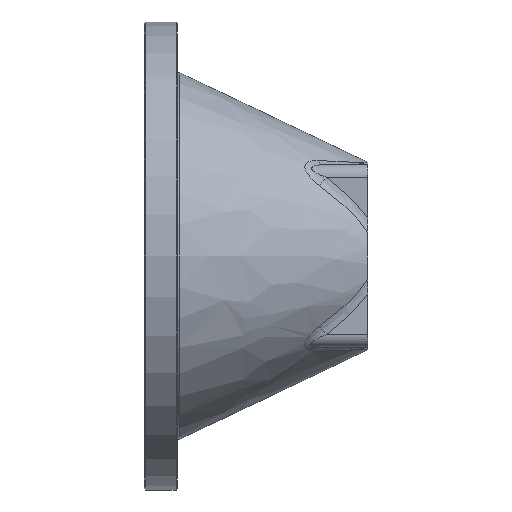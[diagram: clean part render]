
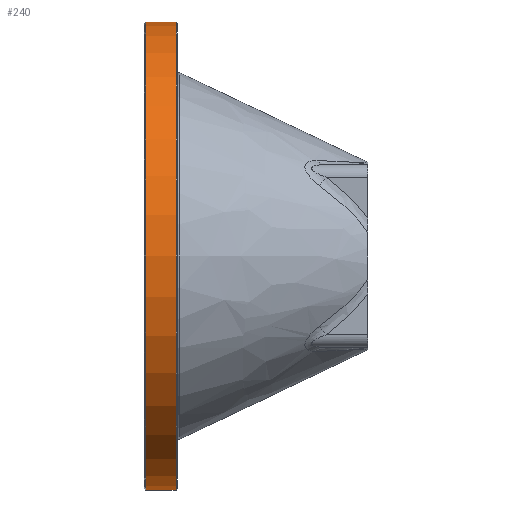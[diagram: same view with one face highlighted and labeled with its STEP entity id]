
A CAD part, front view. The second image highlights one B-rep face of the part: STEP entity #240.
In plain terms, the highlighted cylindrical face has radius 150 mm (diameter 300 mm), a full revolution.
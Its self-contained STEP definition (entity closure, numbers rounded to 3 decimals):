
#162=CARTESIAN_POINT('',(383.36,-110.955,0.0));
#163=VERTEX_POINT('',#162);
#170=CARTESIAN_POINT('',(383.36,-410.955,0.0));
#171=VERTEX_POINT('',#170);
#172=CARTESIAN_POINT('',(383.36,-260.955,0.0));
#173=DIRECTION('',(1.0,0.,0.0));
#174=DIRECTION('',(0.,1.0,0.0));
#175=AXIS2_PLACEMENT_3D('',#172,#173,#174);
#176=CIRCLE('',#175,150.);
#177=EDGE_CURVE('',#163,#171,#176,.T.);
#179=CARTESIAN_POINT('',(383.36,-260.955,0.0));
#180=DIRECTION('',(1.0,0.,0.0));
#181=DIRECTION('',(0.,1.0,0.0));
#182=AXIS2_PLACEMENT_3D('',#179,#180,#181);
#183=CIRCLE('',#182,150.);
#184=EDGE_CURVE('',#171,#163,#183,.T.);
#206=CARTESIAN_POINT('',(383.36,-260.955,0.0));
#207=DIRECTION('',(1.0,0.,0.0));
#208=DIRECTION('',(0.,1.0,0.0));
#209=AXIS2_PLACEMENT_3D('',#206,#207,#208);
#210=CYLINDRICAL_SURFACE('',#209,150.);
#211=CARTESIAN_POINT('',(363.86,-110.955,0.0));
#212=VERTEX_POINT('',#211);
#213=CARTESIAN_POINT('',(383.36,-110.955,0.0));
#214=DIRECTION('',(-1.0,0.0,0.0));
#215=VECTOR('',#214,19.5);
#216=LINE('',#213,#215);
#217=EDGE_CURVE('',#163,#212,#216,.T.);
#218=ORIENTED_EDGE('',*,*,#217,.T.);
#219=CARTESIAN_POINT('',(363.86,-410.955,0.0));
#220=VERTEX_POINT('',#219);
#221=CARTESIAN_POINT('',(363.86,-260.955,0.0));
#222=DIRECTION('',(1.0,0.,0.0));
#223=DIRECTION('',(0.,1.0,0.0));
#224=AXIS2_PLACEMENT_3D('',#221,#222,#223);
#225=CIRCLE('',#224,150.);
#226=EDGE_CURVE('',#212,#220,#225,.T.);
#227=ORIENTED_EDGE('',*,*,#226,.T.);
#228=CARTESIAN_POINT('',(363.86,-260.955,0.0));
#229=DIRECTION('',(1.0,0.,0.0));
#230=DIRECTION('',(0.,1.0,0.0));
#231=AXIS2_PLACEMENT_3D('',#228,#229,#230);
#232=CIRCLE('',#231,150.);
#233=EDGE_CURVE('',#220,#212,#232,.T.);
#234=ORIENTED_EDGE('',*,*,#233,.T.);
#235=ORIENTED_EDGE('',*,*,#217,.F.);
#236=ORIENTED_EDGE('',*,*,#184,.F.);
#237=ORIENTED_EDGE('',*,*,#177,.F.);
#238=EDGE_LOOP('',(#218,#227,#234,#235,#236,#237));
#239=FACE_OUTER_BOUND('',#238,.T.);
#240=ADVANCED_FACE('',(#239),#210,.T.);
